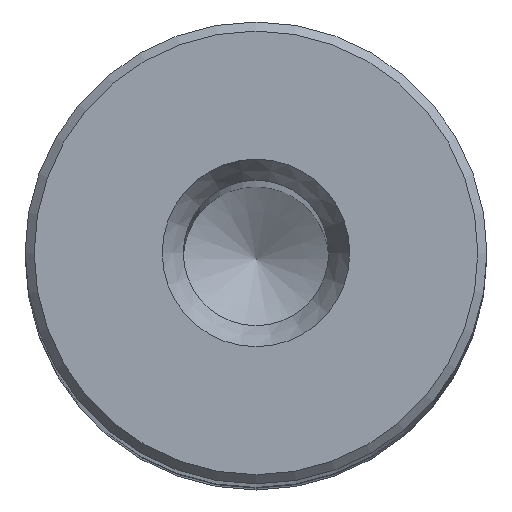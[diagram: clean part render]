
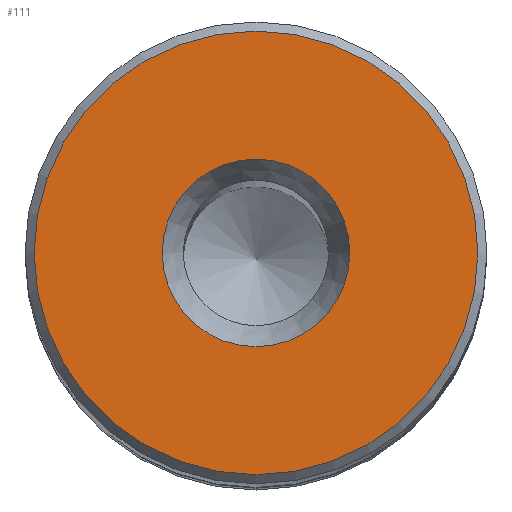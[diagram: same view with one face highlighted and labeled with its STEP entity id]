
A CAD part, top view. The second image highlights one B-rep face of the part: STEP entity #111.
In plain terms, the highlighted planar face has unit normal (0, 0, 1).
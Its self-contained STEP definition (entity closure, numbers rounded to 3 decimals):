
#51=PLANE('',#774);
#111=ADVANCED_FACE('',(#311,#312),#51,.T.);
#311=FACE_BOUND('',#421,.T.);
#312=FACE_BOUND('',#422,.T.);
#421=EDGE_LOOP('',(#531));
#422=EDGE_LOOP('',(#532));
#531=ORIENTED_EDGE('',*,*,#661,.T.);
#532=ORIENTED_EDGE('',*,*,#662,.T.);
#605=VERTEX_POINT('',#1347);
#606=VERTEX_POINT('',#1349);
#661=EDGE_CURVE('',#605,#605,#716,.T.);
#662=EDGE_CURVE('',#606,#606,#717,.T.);
#716=CIRCLE('',#772,12.2);
#717=CIRCLE('',#773,5.155);
#772=AXIS2_PLACEMENT_3D('',#1346,#921,#922);
#773=AXIS2_PLACEMENT_3D('',#1348,#923,#924);
#774=AXIS2_PLACEMENT_3D('',#1350,#925,#926);
#921=DIRECTION('',(0.,0.,1.));
#922=DIRECTION('',(1.,0.,0.));
#923=DIRECTION('',(0.,0.,-1.));
#924=DIRECTION('',(-1.,0.,0.));
#925=DIRECTION('',(0.,0.,1.));
#926=DIRECTION('',(1.,0.,0.));
#1346=CARTESIAN_POINT('',(0.,0.,100.));
#1347=CARTESIAN_POINT('',(12.2,0.,100.));
#1348=CARTESIAN_POINT('',(0.,0.,100.));
#1349=CARTESIAN_POINT('',(-5.155,0.,100.));
#1350=CARTESIAN_POINT('',(12.7,0.,100.));
